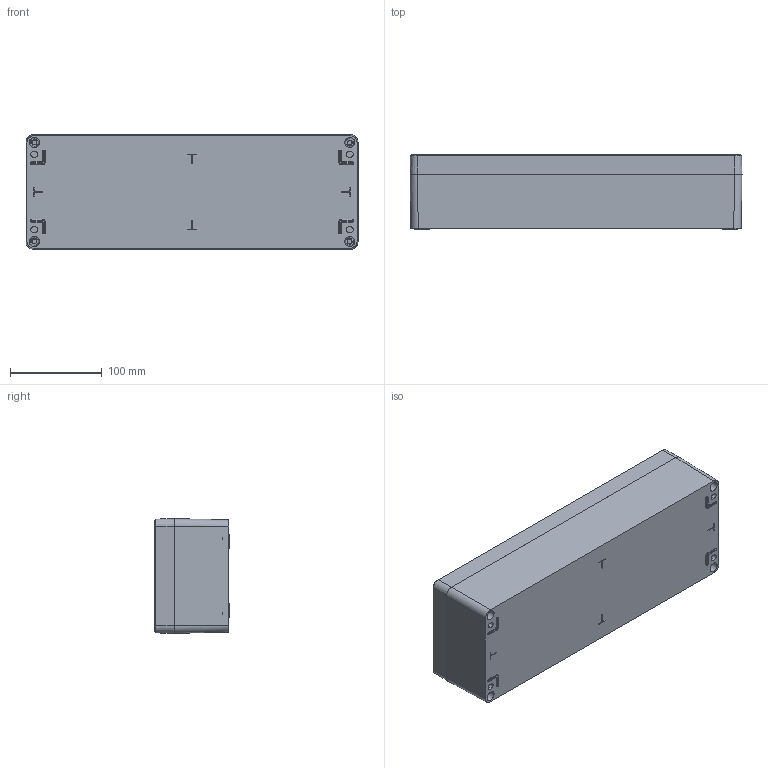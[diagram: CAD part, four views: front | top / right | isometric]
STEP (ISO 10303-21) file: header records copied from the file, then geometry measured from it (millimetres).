
FILE_DESCRIPTION (( 'STEP AP203' ), '1' );
FILE_NAME ('ALN123608.STEP', '2019-06-19T10:09:38', ( '' ), ( '' ), 'SwSTEP 2.0', 'SolidWorks 2019', '' );
FILE_SCHEMA (( 'CONFIG_CONTROL_DESIGN' ));
Length unit declared in the file: millimetre
Products named in the file (7): ALN123608; M6 earth screw _Cu; FIBOX ALN_123608C; FIBOX_ALN123605B; Lockwasher Cu M6; 28543; 28691
Assembly tree (9 placements, depth 3):
  ALN123608
    28691
      M6 earth screw _Cu
      Lockwasher Cu M6
    28543  x4
    FIBOX ALN_123608C
    FIBOX_ALN123605B
Bounding box: 362.04 x 82 x 124.9 mm (x, y, z)
Volume: 719929.8 mm3; surface area: 357380.9 mm2
Topology: 16 solids, 16 shells, 1226 faces, 3251 edges, 2137 vertices
Faces by surface type: cylinder 465, plane 400, bspline 166, cone 128, torus 63, sphere 4
Entity records: 51673 total; most frequent: CARTESIAN_POINT 28085, ORIENTED_EDGE 5376, DIRECTION 3775, EDGE_CURVE 2688, VERTEX_POINT 1786, AXIS2_PLACEMENT_3D 1394, EDGE_LOOP 1134, B_SPLINE_CURVE_WITH_KNOTS 1090
